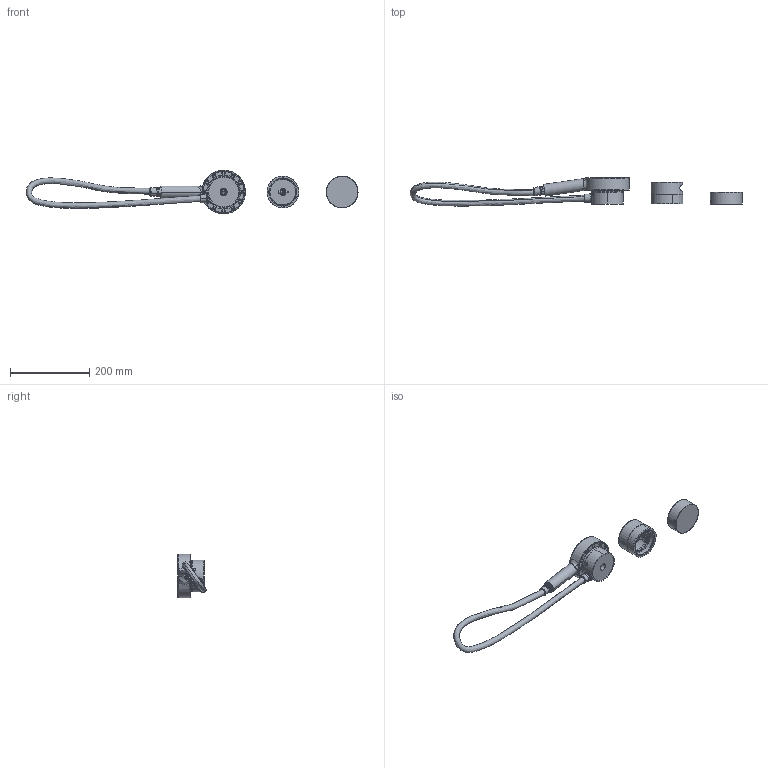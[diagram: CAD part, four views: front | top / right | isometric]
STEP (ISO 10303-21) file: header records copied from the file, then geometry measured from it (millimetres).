
FILE_DESCRIPTION (( 'STEP AP214' ), '1' );
FILE_NAME ('90 104 000 MANGO LINK Y FLEXO.STEP', '2019-11-11T10:01:07', ( '' ), ( '' ), 'SwSTEP 2.0', 'SolidWorks 2016', '' );
FILE_SCHEMA (( 'AUTOMOTIVE_DESIGN' ));
Length unit declared in the file: millimetre
Products named in the file (14): 1186 INDICE. SILICONA PARA ORIFICIO MANETAS_-01_1; 1150 RACOR M 14-100 G 1-2 CON ANTI-RETORNO_-04 CON JUNTA--015357.80; 3018 CORONA GIRATORIA DE TEMPERATURA_-02_1; spring lock washer 2_din_DIN 6905-4.55-FSt_1; socket set screw cone point_din_DIN 914 - M5 x 6-N_1; 3006 MANETA GIRATORIA COOL_MANETA REDONDA DESVIADORA PL-3006_1; 3005 ZÓCALO REDONDO CON SALIDA Y VACIADO VERTICAL_A2 A3 ZOCALO VERTICAL TOMA vaciado PL-3005 018210.15; TERMINAL1 FLEXO SILVER_2; socket head cap screw_din_DIN 912 M5 x 20 --- 20C_1; square nut grade c_din_Square nut DIN 557 M5 -C_1; MANGO DYSON; 3020 PLAFÓN CIEGO FILTROS VERTICAL_CIEGA FILTROS sin FORMA PL-3020 018120.15; FLEXO SILVER TERMO COOL DYSON_-01; 90 104 000 MANGO LINK Y FLEXO
Assembly tree (22 placements, depth 2):
  90 104 000 MANGO LINK Y FLEXO
    3006 MANETA GIRATORIA COOL_MANETA REDONDA DESVIADORA PL-3006_1  x2
    3018 CORONA GIRATORIA DE TEMPERATURA_-02_1
    3020 PLAFÓN CIEGO FILTROS VERTICAL_CIEGA FILTROS sin FORMA PL-3020 018120.15
    1150 RACOR M 14-100 G 1-2 CON ANTI-RETORNO_-04 CON JUNTA--015357.80
    3005 ZÓCALO REDONDO CON SALIDA Y VACIADO VERTICAL_A2 A3 ZOCALO VERTICAL TOMA vaciado PL-3005 018210.15
    spring lock washer 2_din_DIN 6905-4.55-FSt_1  x2
    socket set screw cone point_din_DIN 914 - M5 x 6-N_1  x2
    1186 INDICE. SILICONA PARA ORIFICIO MANETAS_-01_1  x4
    socket head cap screw_din_DIN 912 M5 x 20 --- 20C_1  x2
    square nut grade c_din_Square nut DIN 557 M5 -C_1  x2
    MANGO DYSON
    TERMINAL1 FLEXO SILVER_2  x2
    FLEXO SILVER TERMO COOL DYSON_-01
Bounding box: 839.93 x 71.03 x 109.84 mm (x, y, z)
Volume: 721196.2 mm3; surface area: 195747.2 mm2
Topology: 23 solids, 25 shells, 730 faces, 1702 edges, 1086 vertices
Faces by surface type: cylinder 297, plane 278, cone 83, bspline 72
Entity records: 29272 total; most frequent: CARTESIAN_POINT 16654, ORIENTED_EDGE 2586, DIRECTION 2252, EDGE_CURVE 1293, AXIS2_PLACEMENT_3D 840, VERTEX_POINT 834, EDGE_LOOP 653, LINE 572
